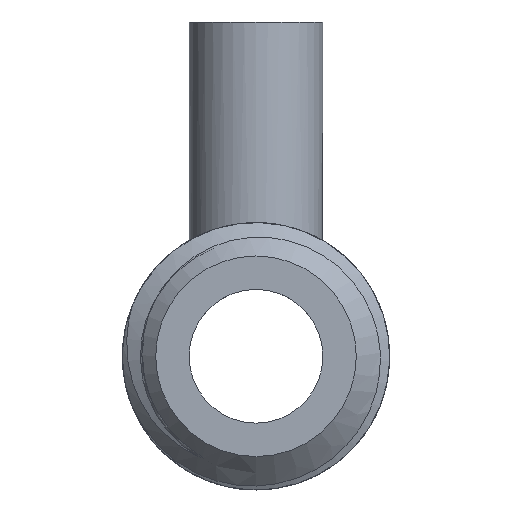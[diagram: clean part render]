
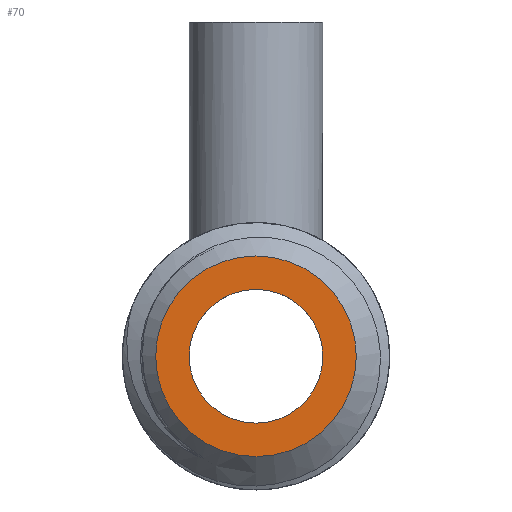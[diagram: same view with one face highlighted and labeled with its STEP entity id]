
A CAD part, left-side view. The second image highlights one B-rep face of the part: STEP entity #70.
In plain terms, the highlighted planar face has unit normal (-1, 0, 0).
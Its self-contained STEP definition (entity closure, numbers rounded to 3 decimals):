
#70=ADVANCED_FACE('',(#5120,#5122),#5124,.T.);
#5120=FACE_BOUND('',#5121,.T.);
#5121=EDGE_LOOP('',(#12836));
#5122=FACE_BOUND('',#5123,.T.);
#5123=EDGE_LOOP('',(#12837));
#5124=PLANE('',#5125);
#5125=AXIS2_PLACEMENT_3D('',#5126,#5127,#5128);
#5126=CARTESIAN_POINT('',(-25.,0.,0.));
#5127=DIRECTION('',(-1.,0.,0.));
#5128=DIRECTION('',(0.,0.,-1.));
#12836=ORIENTED_EDGE('',*,*,#13000,.T.);
#12837=ORIENTED_EDGE('',*,*,#13005,.T.);
#13000=EDGE_CURVE('',#13116,#13116,#13117,.F.);
#13005=EDGE_CURVE('',#13126,#13126,#13127,.T.);
#13116=VERTEX_POINT('',#15315);
#13117=CIRCLE('',#15316,6.);
#13126=VERTEX_POINT('',#15464);
#13127=CIRCLE('',#15465,4.);
#15315=CARTESIAN_POINT('',(-25.,0.,-6.));
#15316=AXIS2_PLACEMENT_3D('',#15317,#15318,#15319);
#15317=CARTESIAN_POINT('',(-25.,0.,0.));
#15318=DIRECTION('',(1.,0.,0.));
#15319=DIRECTION('',(0.,0.,-1.));
#15464=CARTESIAN_POINT('',(-25.,4.,0.));
#15465=AXIS2_PLACEMENT_3D('',#15466,#15467,#15468);
#15466=CARTESIAN_POINT('',(-25.,0.,0.));
#15467=DIRECTION('',(1.,0.,0.));
#15468=DIRECTION('',(0.,1.,0.));
